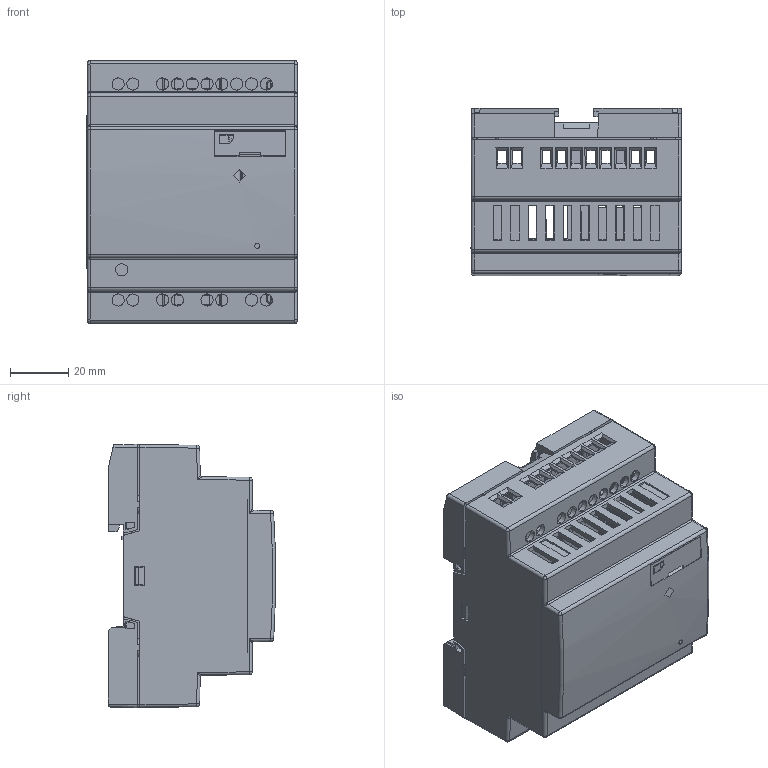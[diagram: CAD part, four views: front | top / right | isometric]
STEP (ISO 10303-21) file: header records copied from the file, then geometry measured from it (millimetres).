
FILE_DESCRIPTION(/* description */ (''),/* implementation_level */ '2;1');
FILE_NAME(/* name */ '3d_ LRK12RD024B.stp',/* time_stamp */ '2024-01-30T07:31:40+01:00',/* author */ (''),/* organization */ (''),/* preprocessor_version */ 'ST-DEVELOPER v16.7',/* originating_system */ 'SIEMENS PLM Software NX 12.0',/* authorisation */ '');
FILE_SCHEMA (('AUTOMOTIVE_DESIGN { 1 0 10303 214 3 1 1 1 }'));
Products named in the file (1): 3d_ LRK12RD024B
Bounding box: 72.15 x 57.28 x 90.26 mm (x, y, z)
Surface area: 64504.4 mm2 (no closed solid volume)
Topology: 0 solids, 4 shells, 1288 faces, 4792 edges, 3349 vertices
Faces by surface type: plane 932, cylinder 208, cone 69, bspline 52, sphere 20, torus 7
Entity records: 54490 total; most frequent: CARTESIAN_POINT 16441, ORIENTED_EDGE 7837, DIRECTION 6871, EDGE_CURVE 4756, LINE 3695, VECTOR 3695, VERTEX_POINT 3348, AXIS2_PLACEMENT_3D 1588
